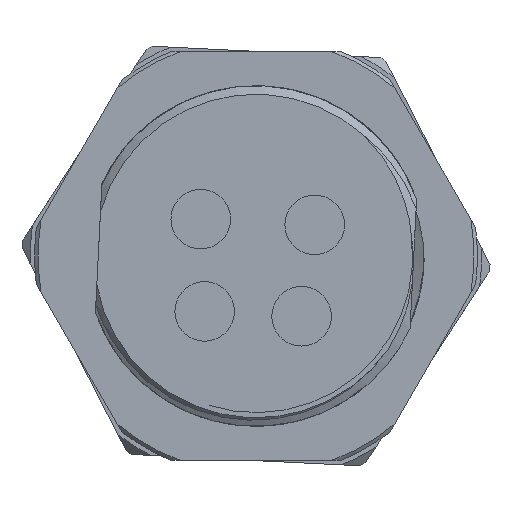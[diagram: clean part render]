
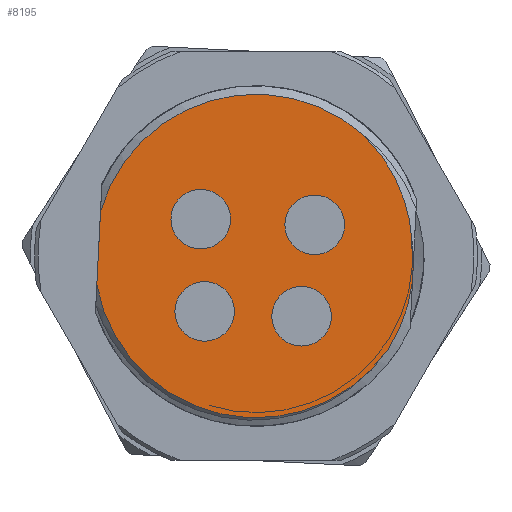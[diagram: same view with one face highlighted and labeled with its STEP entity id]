
A CAD part, left-side view. The second image highlights one B-rep face of the part: STEP entity #8195.
In plain terms, the highlighted planar face has unit normal (-1, 0, 0).
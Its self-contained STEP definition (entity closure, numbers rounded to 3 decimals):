
#2184=CARTESIAN_POINT('',(-19.5,11.91,8.013));
#2185=CARTESIAN_POINT('',(-19.5,11.45,7.56));
#2186=CARTESIAN_POINT('',(-19.5,10.679,6.603));
#2187=CARTESIAN_POINT('',(-19.5,9.935,5.283));
#2188=CARTESIAN_POINT('',(-19.5,9.342,3.626));
#2189=CARTESIAN_POINT('',(-19.5,9.176,2.537));
#2190=CARTESIAN_POINT('',(-19.5,9.14,1.977));
#2192=CARTESIAN_POINT('',(-19.5,18.285,0.97));
#2193=DIRECTION('',(1.,0.,0.));
#2194=DIRECTION('',(0.,-0.816,-0.578));
#2195=AXIS2_PLACEMENT_3D('',#2192,#2193,#2194);
#2197=DIRECTION('',(0.,-0.05,0.999));
#2198=VECTOR('',#2197,4.33);
#2199=CARTESIAN_POINT('',(-19.5,27.631,-0.73));
#2200=LINE('',#2199,#2198);
#2201=CARTESIAN_POINT('',(-19.5,18.285,0.97));
#2202=DIRECTION('',(1.,0.,0.));
#2203=DIRECTION('',(0.,0.961,0.276));
#2204=AXIS2_PLACEMENT_3D('',#2201,#2202,#2203);
#2206=CARTESIAN_POINT('',(-19.5,14.839,2.8));
#2207=DIRECTION('',(-1.,0.,0.));
#2208=DIRECTION('',(0.,1.,0.));
#2209=AXIS2_PLACEMENT_3D('',#2206,#2207,#2208);
#2211=CARTESIAN_POINT('',(-19.5,14.839,2.8));
#2212=DIRECTION('',(-1.,0.,0.));
#2213=DIRECTION('',(0.,-1.,0.));
#2214=AXIS2_PLACEMENT_3D('',#2211,#2212,#2213);
#2234=CARTESIAN_POINT('',(-19.5,15.608,-2.568));
#2235=DIRECTION('',(-1.,0.,0.));
#2236=DIRECTION('',(0.,1.,0.));
#2237=AXIS2_PLACEMENT_3D('',#2234,#2235,#2236);
#2239=CARTESIAN_POINT('',(-19.5,15.608,-2.568));
#2240=DIRECTION('',(-1.,0.,0.));
#2241=DIRECTION('',(0.,-1.,0.));
#2242=AXIS2_PLACEMENT_3D('',#2239,#2240,#2241);
#2262=CARTESIAN_POINT('',(-19.5,21.53,3.135));
#2263=DIRECTION('',(-1.,0.,0.));
#2264=DIRECTION('',(0.,1.,0.));
#2265=AXIS2_PLACEMENT_3D('',#2262,#2263,#2264);
#2267=CARTESIAN_POINT('',(-19.5,21.53,3.135));
#2268=DIRECTION('',(-1.,0.,0.));
#2269=DIRECTION('',(0.,-1.,0.));
#2270=AXIS2_PLACEMENT_3D('',#2267,#2268,#2269);
#2290=CARTESIAN_POINT('',(-19.5,21.301,-2.283));
#2291=DIRECTION('',(-1.,0.,0.));
#2292=DIRECTION('',(0.,1.,0.));
#2293=AXIS2_PLACEMENT_3D('',#2290,#2291,#2292);
#2295=CARTESIAN_POINT('',(-19.5,21.301,-2.283));
#2296=DIRECTION('',(-1.,0.,0.));
#2297=DIRECTION('',(0.,-1.,0.));
#2298=AXIS2_PLACEMENT_3D('',#2295,#2296,#2297);
#2318=CARTESIAN_POINT('',(-19.5,10.53,
-4.518));
#2319=CARTESIAN_POINT('',(-19.5,10.273,
-4.12));
#2320=CARTESIAN_POINT('',(-19.5,9.826,
-3.297));
#2321=CARTESIAN_POINT('',(-19.5,9.344,
-1.968));
#2322=CARTESIAN_POINT('',(-19.5,9.16,
-1.055));
#2323=CARTESIAN_POINT('',(-19.5,9.101,
-0.588));
#2325=CARTESIAN_POINT('',(-19.5,9.033,
0.777));
#2326=CARTESIAN_POINT('',(-19.5,9.036,
0.911));
#2327=CARTESIAN_POINT('',(-19.5,9.048,1.178));
#2328=CARTESIAN_POINT('',(-19.5,9.084,1.578));
#2329=CARTESIAN_POINT('',(-19.5,9.119,1.844));
#2330=CARTESIAN_POINT('',(-19.5,9.14,1.977));
#2457=DIRECTION('',(0.,-0.05,0.999));
#2458=VECTOR('',#2457,1.367);
#2459=CARTESIAN_POINT('',(-19.5,9.101,
-0.588));
#2460=LINE('',#2459,#2458);
#4287=VERTEX_POINT('',#2184);
#4288=VERTEX_POINT('',#2190);
#4289=VERTEX_POINT('',#2325);
#4290=CARTESIAN_POINT('',(-19.5,9.101,
-0.588));
#4291=VERTEX_POINT('',#4290);
#4292=VERTEX_POINT('',#2318);
#4293=CARTESIAN_POINT('',(-19.5,27.631,-0.73));
#4294=CARTESIAN_POINT('',(-19.5,27.415,3.595));
#4295=VERTEX_POINT('',#4293);
#4296=VERTEX_POINT('',#4294);
#4834=CARTESIAN_POINT('',(-19.5,23.051,-2.283));
#4835=CARTESIAN_POINT('',(-19.5,19.551,-2.283));
#4836=VERTEX_POINT('',#4834);
#4837=VERTEX_POINT('',#4835);
#4838=CARTESIAN_POINT('',(-19.5,23.28,3.135));
#4839=CARTESIAN_POINT('',(-19.5,19.78,3.135));
#4840=VERTEX_POINT('',#4838);
#4841=VERTEX_POINT('',#4839);
#4842=CARTESIAN_POINT('',(-19.5,17.358,-2.568));
#4843=CARTESIAN_POINT('',(-19.5,13.858,-2.568));
#4844=VERTEX_POINT('',#4842);
#4845=VERTEX_POINT('',#4843);
#4846=CARTESIAN_POINT('',(-19.5,16.589,2.8));
#4847=CARTESIAN_POINT('',(-19.5,13.089,2.8));
#4848=VERTEX_POINT('',#4846);
#4849=VERTEX_POINT('',#4847);
#8151=CARTESIAN_POINT('',(-19.5,18.285,0.969));
#8152=DIRECTION('',(1.,0.,0.));
#8153=DIRECTION('',(0.,-0.05,0.999));
#8154=AXIS2_PLACEMENT_3D('',#8151,#8152,#8153);
#8155=PLANE('',#8154);
#8156=ORIENTED_EDGE('',*,*,#8115,.T.);
#8158=ORIENTED_EDGE('',*,*,#8157,.F.);
#8160=ORIENTED_EDGE('',*,*,#8159,.F.);
#8162=ORIENTED_EDGE('',*,*,#8161,.F.);
#8164=ORIENTED_EDGE('',*,*,#8163,.T.);
#8166=ORIENTED_EDGE('',*,*,#8165,.T.);
#8168=ORIENTED_EDGE('',*,*,#8167,.T.);
#8169=EDGE_LOOP('',(#8156,#8158,#8160,#8162,#8164,#8166,#8168));
#8170=FACE_OUTER_BOUND('',#8169,.F.);
#8172=ORIENTED_EDGE('',*,*,#8171,.T.);
#8174=ORIENTED_EDGE('',*,*,#8173,.T.);
#8175=EDGE_LOOP('',(#8172,#8174));
#8176=FACE_BOUND('',#8175,.F.);
#8178=ORIENTED_EDGE('',*,*,#8177,.T.);
#8180=ORIENTED_EDGE('',*,*,#8179,.T.);
#8181=EDGE_LOOP('',(#8178,#8180));
#8182=FACE_BOUND('',#8181,.F.);
#8184=ORIENTED_EDGE('',*,*,#8183,.T.);
#8186=ORIENTED_EDGE('',*,*,#8185,.T.);
#8187=EDGE_LOOP('',(#8184,#8186));
#8188=FACE_BOUND('',#8187,.F.);
#8190=ORIENTED_EDGE('',*,*,#8189,.T.);
#8192=ORIENTED_EDGE('',*,*,#8191,.T.);
#8193=EDGE_LOOP('',(#8190,#8192));
#8194=FACE_BOUND('',#8193,.F.);
#8195=ADVANCED_FACE('',(#8170,#8176,#8182,#8188,#8194),#8155,.F.);
#2191=B_SPLINE_CURVE_WITH_KNOTS('',3,(#2184,#2185,#2186,#2187,#2188,#2189,
#2190),.UNSPECIFIED.,.F.,.F.,(4,1,1,1,4),(0.,0.25,0.5,0.75,1.),
.UNSPECIFIED.);
#2196=CIRCLE('',#2195,9.5);
#2205=CIRCLE('',#2204,9.5);
#2210=CIRCLE('',#2209,1.75);
#2215=CIRCLE('',#2214,1.75);
#2238=CIRCLE('',#2237,1.75);
#2243=CIRCLE('',#2242,1.75);
#2266=CIRCLE('',#2265,1.75);
#2271=CIRCLE('',#2270,1.75);
#2294=CIRCLE('',#2293,1.75);
#2299=CIRCLE('',#2298,1.75);
#2324=B_SPLINE_CURVE_WITH_KNOTS('',3,(#2318,#2319,#2320,#2321,#2322,#2323),
.UNSPECIFIED.,.F.,.F.,(4,1,1,4),(0.,0.333,0.667,1.),
.UNSPECIFIED.);
#2331=B_SPLINE_CURVE_WITH_KNOTS('',3,(#2325,#2326,#2327,#2328,#2329,#2330),
.UNSPECIFIED.,.F.,.F.,(4,1,1,4),(0.,0.333,0.667,1.),
.UNSPECIFIED.);
#8115=EDGE_CURVE('',#4287,#4288,#2191,.T.);
#8157=EDGE_CURVE('',#4289,#4288,#2331,.T.);
#8159=EDGE_CURVE('',#4291,#4289,#2460,.T.);
#8161=EDGE_CURVE('',#4292,#4291,#2324,.T.);
#8163=EDGE_CURVE('',#4292,#4295,#2196,.T.);
#8165=EDGE_CURVE('',#4295,#4296,#2200,.T.);
#8167=EDGE_CURVE('',#4296,#4287,#2205,.T.);
#8171=EDGE_CURVE('',#4844,#4845,#2238,.T.);
#8173=EDGE_CURVE('',#4845,#4844,#2243,.T.);
#8177=EDGE_CURVE('',#4840,#4841,#2266,.T.);
#8179=EDGE_CURVE('',#4841,#4840,#2271,.T.);
#8183=EDGE_CURVE('',#4836,#4837,#2294,.T.);
#8185=EDGE_CURVE('',#4837,#4836,#2299,.T.);
#8189=EDGE_CURVE('',#4848,#4849,#2210,.T.);
#8191=EDGE_CURVE('',#4849,#4848,#2215,.T.);
